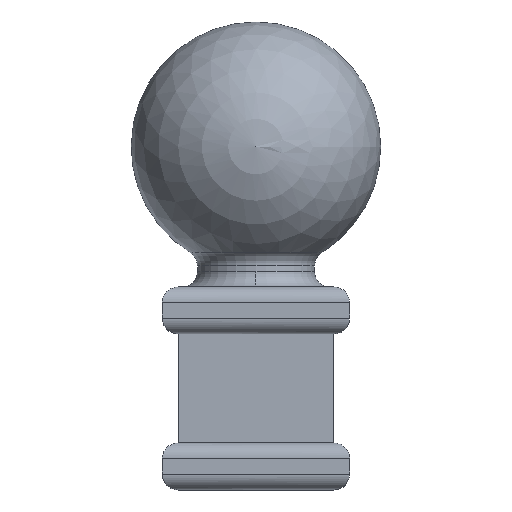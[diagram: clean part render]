
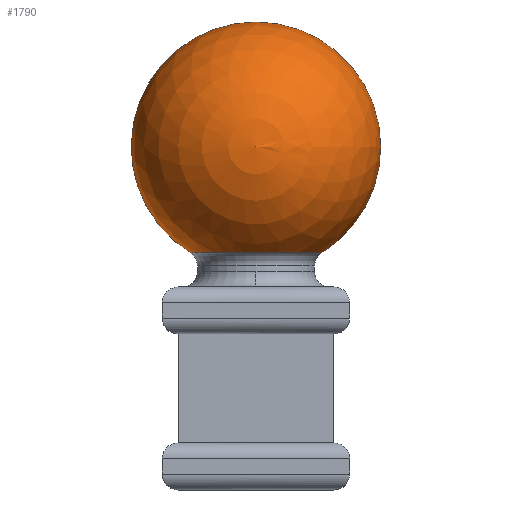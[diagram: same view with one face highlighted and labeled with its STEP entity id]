
A CAD part, top view. The second image highlights one B-rep face of the part: STEP entity #1790.
In plain terms, the highlighted spherical face has radius 16 mm.
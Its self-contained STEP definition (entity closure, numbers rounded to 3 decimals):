
#523 = DIRECTION ( 'NONE',  ( 1., 0., 0. ) ) ;
#801 = EDGE_CURVE ( 'NONE', #10635, #5065, #5520, .T. ) ;
#1790 = ADVANCED_FACE ( 'NONE', ( #6189 ), #7114, .T. ) ;
#1973 = EDGE_CURVE ( 'NONE', #5703, #10635, #2364, .T. ) ;
#2364 = CIRCLE ( 'NONE', #2384, 16. ) ;
#2384 = AXIS2_PLACEMENT_3D ( 'NONE', #4063, #6640, #523 ) ;
#3131 = EDGE_LOOP ( 'NONE', ( #6644, #6113, #9557 ) ) ;
#3271 = CARTESIAN_POINT ( 'NONE',  ( 0., 44., 0. ) ) ;
#3367 = CARTESIAN_POINT ( 'NONE',  ( 0., 44., 0. ) ) ;
#3486 = AXIS2_PLACEMENT_3D ( 'NONE', #3367, #11131, #6694 ) ;
#3681 = DIRECTION ( 'NONE',  ( -1., 0., 0. ) ) ;
#3945 = CIRCLE ( 'NONE', #3486, 16. ) ;
#3984 = AXIS2_PLACEMENT_3D ( 'NONE', #5470, #8864, #3681 ) ;
#4063 = CARTESIAN_POINT ( 'NONE',  ( 0., 44., 0. ) ) ;
#4352 = CARTESIAN_POINT ( 'NONE',  ( 8.444, 30.41, 0. ) ) ;
#4463 = CARTESIAN_POINT ( 'NONE',  ( -8.444, 30.41, 0. ) ) ;
#4890 = EDGE_CURVE ( 'NONE', #5703, #5065, #3945, .T. ) ;
#5065 = VERTEX_POINT ( 'NONE', #4352 ) ;
#5470 = CARTESIAN_POINT ( 'NONE',  ( 0., 30.41, 0. ) ) ;
#5520 = CIRCLE ( 'NONE', #3984, 8.444 ) ;
#5703 = VERTEX_POINT ( 'NONE', #7240 ) ;
#6113 = ORIENTED_EDGE ( 'NONE', *, *, #1973, .T. ) ;
#6189 = FACE_OUTER_BOUND ( 'NONE', #3131, .T. ) ;
#6640 = DIRECTION ( 'NONE',  ( 0., 0., 1. ) ) ;
#6644 = ORIENTED_EDGE ( 'NONE', *, *, #4890, .F. ) ;
#6694 = DIRECTION ( 'NONE',  ( -1., 0., 0. ) ) ;
#7114 = SPHERICAL_SURFACE ( 'NONE', #10291, 16. ) ;
#7240 = CARTESIAN_POINT ( 'NONE',  ( 0., 60., 0. ) ) ;
#7603 = DIRECTION ( 'NONE',  ( 0., 0., 1. ) ) ;
#8496 = DIRECTION ( 'NONE',  ( 1., 0., 0. ) ) ;
#8864 = DIRECTION ( 'NONE',  ( 0., 1., 0. ) ) ;
#9557 = ORIENTED_EDGE ( 'NONE', *, *, #801, .T. ) ;
#10291 = AXIS2_PLACEMENT_3D ( 'NONE', #3271, #7603, #8496 ) ;
#10635 = VERTEX_POINT ( 'NONE', #4463 ) ;
#11131 = DIRECTION ( 'NONE',  ( 0., 0., -1. ) ) ;
